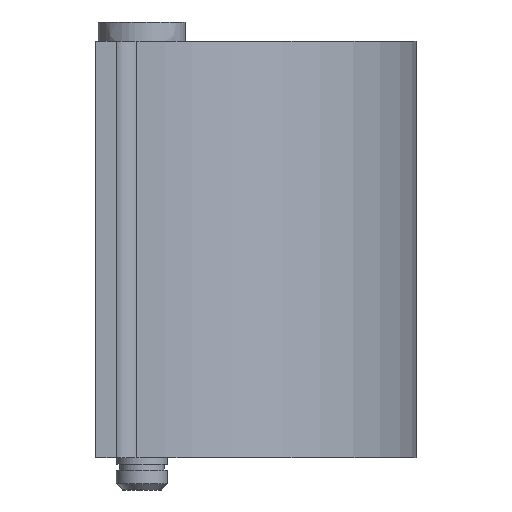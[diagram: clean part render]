
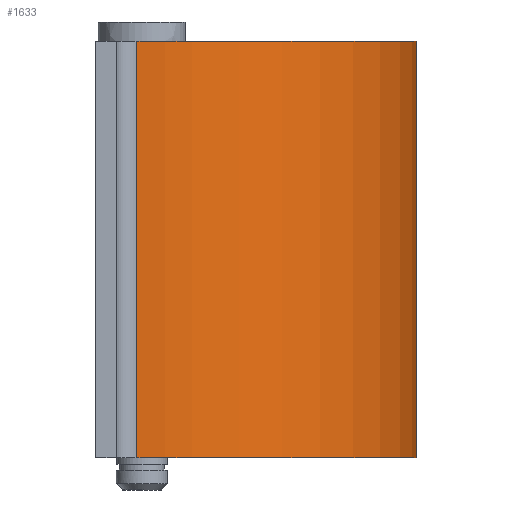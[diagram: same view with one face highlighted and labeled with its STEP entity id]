
A CAD part, left-side view. The second image highlights one B-rep face of the part: STEP entity #1633.
In plain terms, the highlighted free-form (B-spline) face has degree [1, 2] with [2, 3] control points.
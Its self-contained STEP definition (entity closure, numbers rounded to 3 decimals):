
#1311=CARTESIAN_POINT('',(-11.802,-42.8,5.0));
#1312=VERTEX_POINT('',#1311);
#1318=CARTESIAN_POINT('',(-55.,0.772,5.0));
#1319=VERTEX_POINT('',#1318);
#1320=CARTESIAN_POINT('',(-11.802,-42.8,5.0));
#1321=CARTESIAN_POINT('',(-29.805,-42.8,5.0));
#1322=CARTESIAN_POINT('',(-42.48,-30.015,5.0));
#1323=CARTESIAN_POINT('',(-55.155,-17.23,5.0));
#1324=CARTESIAN_POINT('',(-55.,0.772,5.0));
#1332=(BOUNDED_CURVE()B_SPLINE_CURVE(2,(#1320,#1321,#1322,#1323,#1324),.UNSPECIFIED.,.F.,.U.)B_SPLINE_CURVE_WITH_KNOTS((3,2,3),(0.0,0.5,1.0),.UNSPECIFIED.)CURVE()GEOMETRIC_REPRESENTATION_ITEM()RATIONAL_B_SPLINE_CURVE((1.0,0.923,1.0,0.923,1.0))REPRESENTATION_ITEM(''));
#1333=EDGE_CURVE('',#1312,#1319,#1332,.T.);
#1381=CARTESIAN_POINT('',(-55.,0.772,70.0));
#1382=VERTEX_POINT('',#1381);
#1398=CARTESIAN_POINT('',(-11.802,-42.8,70.0));
#1399=VERTEX_POINT('',#1398);
#1400=CARTESIAN_POINT('',(-11.802,-42.8,70.0));
#1401=CARTESIAN_POINT('',(-29.805,-42.8,70.0));
#1402=CARTESIAN_POINT('',(-42.48,-30.015,70.0));
#1403=CARTESIAN_POINT('',(-55.155,-17.23,70.0));
#1404=CARTESIAN_POINT('',(-55.,0.772,70.0));
#1412=(BOUNDED_CURVE()B_SPLINE_CURVE(2,(#1400,#1401,#1402,#1403,#1404),.UNSPECIFIED.,.F.,.U.)B_SPLINE_CURVE_WITH_KNOTS((3,2,3),(0.0,0.5,1.0),.UNSPECIFIED.)CURVE()GEOMETRIC_REPRESENTATION_ITEM()RATIONAL_B_SPLINE_CURVE((1.0,0.923,1.0,0.923,1.0))REPRESENTATION_ITEM(''));
#1413=EDGE_CURVE('',#1399,#1382,#1412,.T.);
#1599=CARTESIAN_POINT('',(-55.,0.772,70.0));
#1600=CARTESIAN_POINT('',(-55.,0.772,5.0));
#1601=QUASI_UNIFORM_CURVE('',1,(#1599,#1600),.UNSPECIFIED.,.F.,.U.);
#1602=EDGE_CURVE('',#1382,#1319,#1601,.T.);
#1609=CARTESIAN_POINT('',(-54.961,2.284,71.625));
#1610=CARTESIAN_POINT('',(-54.961,2.284,3.334));
#1611=CARTESIAN_POINT('',(-57.073,-46.106,71.625));
#1612=CARTESIAN_POINT('',(-57.073,-46.106,3.334));
#1613=CARTESIAN_POINT('',(-8.757,-42.693,71.625));
#1614=CARTESIAN_POINT('',(-8.757,-42.693,3.334));
#1622=(BOUNDED_SURFACE()B_SPLINE_SURFACE(1,2,((#1609,#1611,#1613),(#1610,#1612,#1614)),.UNSPECIFIED.,.F.,.F.,.U.)B_SPLINE_SURFACE_WITH_KNOTS((2,2),(3,3),(0.0,68.291),(0.0,77.425),.UNSPECIFIED.)GEOMETRIC_REPRESENTATION_ITEM()RATIONAL_B_SPLINE_SURFACE(((1.0,0.664,0.996),(1.0,0.664,0.996)))REPRESENTATION_ITEM('')SURFACE());
#1623=ORIENTED_EDGE('',*,*,#1333,.F.);
#1624=CARTESIAN_POINT('',(-11.802,-42.8,70.0));
#1625=CARTESIAN_POINT('',(-11.802,-42.8,5.0));
#1626=QUASI_UNIFORM_CURVE('',1,(#1624,#1625),.UNSPECIFIED.,.F.,.U.);
#1627=EDGE_CURVE('',#1399,#1312,#1626,.T.);
#1628=ORIENTED_EDGE('',*,*,#1627,.F.);
#1629=ORIENTED_EDGE('',*,*,#1413,.T.);
#1630=ORIENTED_EDGE('',*,*,#1602,.T.);
#1631=EDGE_LOOP('',(#1623,#1628,#1629,#1630));
#1632=FACE_OUTER_BOUND('',#1631,.T.);
#1633=ADVANCED_FACE('',(#1632),#1622,.T.);
